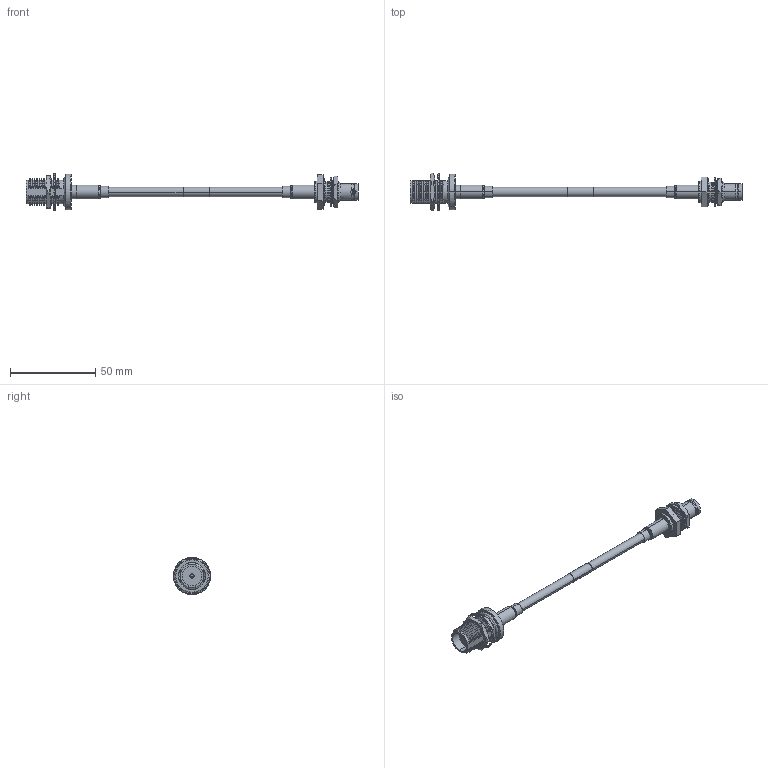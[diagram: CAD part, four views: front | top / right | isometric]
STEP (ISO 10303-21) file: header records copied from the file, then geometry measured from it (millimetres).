
FILE_DESCRIPTION (( 'STEP AP203' ), '1' );
FILE_NAME ('FMCA2720.STEP', '2022-03-09T17:39:03', ( '' ), ( '' ), 'SwSTEP 2.0', 'SolidWorks 2021', '' );
FILE_SCHEMA (( 'CONFIG_CONTROL_DESIGN' ));
Length unit declared in the file: millimetre
Products named in the file (11): RG223_with label; CA-240-MA1_.75" Long; PE4371-MA3; PE4371-MA1; PE4371-MA0; PE4371-MA5; FMCN1746___; FMCA2720; PE4371-MA2; FMCN1571_Assemble; PE4371-MA4
Assembly tree (11 placements, depth 3):
  FMCA2720
    RG223_with label
    FMCN1571_Assemble
    FMCN1746___
      PE4371-MA0
      PE4371-MA1
      PE4371-MA2
      PE4371-MA3
      PE4371-MA4
      PE4371-MA5
    CA-240-MA1_.75" Long  x2
Bounding box: 194.74 x 22 x 22 mm (x, y, z)
Volume: 11179.8 mm3; surface area: 14423.6 mm2
Topology: 21 solids, 22 shells, 2374 faces, 5321 edges, 3011 vertices
Faces by surface type: bspline 1056, plane 626, cylinder 416, cone 246, torus 30
Entity records: 96598 total; most frequent: CARTESIAN_POINT 55617, ORIENTED_EDGE 10554, DIRECTION 5721, EDGE_CURVE 5277, VERTEX_POINT 2987, EDGE_LOOP 2408, ADVANCED_FACE 2352, FACE_OUTER_BOUND 2352
